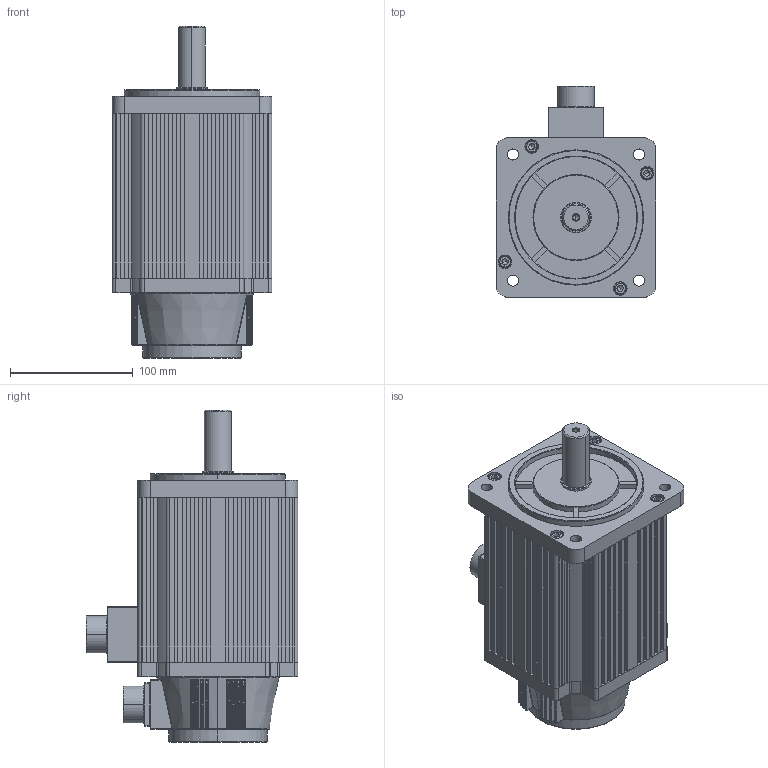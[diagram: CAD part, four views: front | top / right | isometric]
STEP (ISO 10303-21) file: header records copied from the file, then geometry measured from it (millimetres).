
FILE_DESCRIPTION (( 'STEP AP203' ), '1' );
FILE_NAME ('130SFM-C10015-3B1.STEP', '2025-05-08T07:26:01', ( '¼¼Êõ03' ), ( 'HP Inc.' ), 'SwSTEP 2.0', 'SolidWorks 2020', '' );
FILE_SCHEMA (( 'CONFIG_CONTROL_DESIGN' ));
Length unit declared in the file: millimetre
Products named in the file (1): 130SFM-C10015-3B1
Bounding box: 130 x 172 x 270 mm (x, y, z)
Volume: 2840846.6 mm3; surface area: 261728.5 mm2
Topology: 10 solids, 10 shells, 1040 faces, 2614 edges, 1534 vertices
Faces by surface type: plane 395, cylinder 277, bspline 142, torus 104, cone 62, sphere 60
Entity records: 35577 total; most frequent: CARTESIAN_POINT 12049, ORIENTED_EDGE 5008, DIRECTION 4743, EDGE_CURVE 2504, AXIS2_PLACEMENT_3D 1757, VERTEX_POINT 1534, LINE 1229, VECTOR 1229
